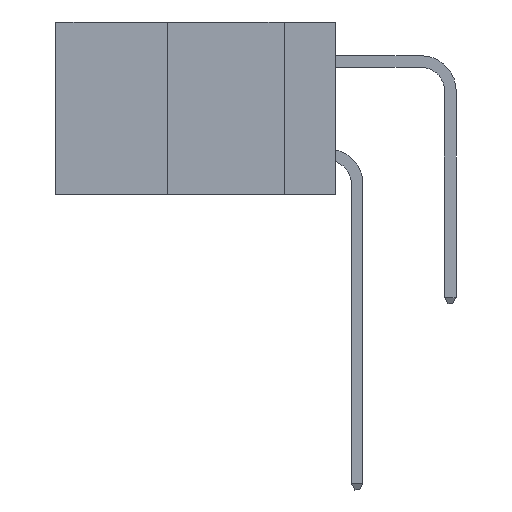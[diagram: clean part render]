
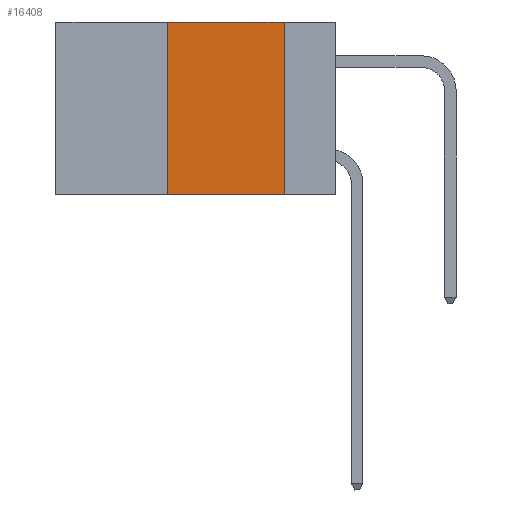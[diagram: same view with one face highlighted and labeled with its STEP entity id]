
A CAD part, left-side view. The second image highlights one B-rep face of the part: STEP entity #16408.
In plain terms, the highlighted planar face has unit normal (-1, 0, 0).
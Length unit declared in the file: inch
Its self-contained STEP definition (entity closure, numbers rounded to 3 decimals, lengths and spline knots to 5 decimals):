
#1957 = EDGE_CURVE ( 'NONE', #14179, #9084, #12787, .T. ) ;
#2238 = CARTESIAN_POINT ( 'NONE',  ( 0., 0.11, 0. ) ) ;
#2336 = CARTESIAN_POINT ( 'NONE',  ( 0., 0.36, 0. ) ) ;
#3355 = LINE ( 'NONE', #5620, #7274 ) ;
#4743 = CARTESIAN_POINT ( 'NONE',  ( 0., 0.6, 0. ) ) ;
#5090 = DIRECTION ( 'NONE',  ( 0., -1., 0. ) ) ;
#5620 = CARTESIAN_POINT ( 'NONE',  ( 0., 0.6, 0. ) ) ;
#6607 = ORIENTED_EDGE ( 'NONE', *, *, #17455, .F. ) ;
#7274 = VECTOR ( 'NONE', #7643, 39.37008 ) ;
#7643 = DIRECTION ( 'NONE',  ( 0., -1., 0. ) ) ;
#8103 = EDGE_CURVE ( 'NONE', #9084, #12022, #3355, .T. ) ;
#8931 = DIRECTION ( 'NONE',  ( 0., 0., 1. ) ) ;
#9084 = VERTEX_POINT ( 'NONE', #2336 ) ;
#9445 = VECTOR ( 'NONE', #15808, 39.37008 ) ;
#10543 = PLANE ( 'NONE',  #14281 ) ;
#10596 = CARTESIAN_POINT ( 'NONE',  ( 0., 0.36, -0.37 ) ) ;
#11524 = EDGE_LOOP ( 'NONE', ( #6607, #12055, #12003, #22853 ) ) ;
#12003 = ORIENTED_EDGE ( 'NONE', *, *, #1957, .F. ) ;
#12022 = VERTEX_POINT ( 'NONE', #15583 ) ;
#12055 = ORIENTED_EDGE ( 'NONE', *, *, #8103, .F. ) ;
#12515 = DIRECTION ( 'NONE',  ( 0., 0., -1. ) ) ;
#12787 = LINE ( 'NONE', #18552, #17878 ) ;
#14076 = LINE ( 'NONE', #18578, #14666 ) ;
#14179 = VERTEX_POINT ( 'NONE', #10596 ) ;
#14281 = AXIS2_PLACEMENT_3D ( 'NONE', #4743, #23961, #12515 ) ;
#14621 = LINE ( 'NONE', #2238, #9445 ) ;
#14666 = VECTOR ( 'NONE', #5090, 39.37008 ) ;
#15583 = CARTESIAN_POINT ( 'NONE',  ( 0., 0.11, 0. ) ) ;
#15808 = DIRECTION ( 'NONE',  ( 0., 0., -1. ) ) ;
#15832 = EDGE_CURVE ( 'NONE', #14179, #20213, #14076, .T. ) ;
#16408 = ADVANCED_FACE ( 'NONE', ( #22162 ), #10543, .F. ) ;
#17455 = EDGE_CURVE ( 'NONE', #12022, #20213, #14621, .T. ) ;
#17878 = VECTOR ( 'NONE', #8931, 39.37008 ) ;
#18552 = CARTESIAN_POINT ( 'NONE',  ( 0., 0.36, 0. ) ) ;
#18578 = CARTESIAN_POINT ( 'NONE',  ( 0., 0.6, -0.37 ) ) ;
#19425 = CARTESIAN_POINT ( 'NONE',  ( 0., 0.11, -0.37 ) ) ;
#20213 = VERTEX_POINT ( 'NONE', #19425 ) ;
#22162 = FACE_OUTER_BOUND ( 'NONE', #11524, .T. ) ;
#22853 = ORIENTED_EDGE ( 'NONE', *, *, #15832, .T. ) ;
#23961 = DIRECTION ( 'NONE',  ( 1., 0., 0. ) ) ;
